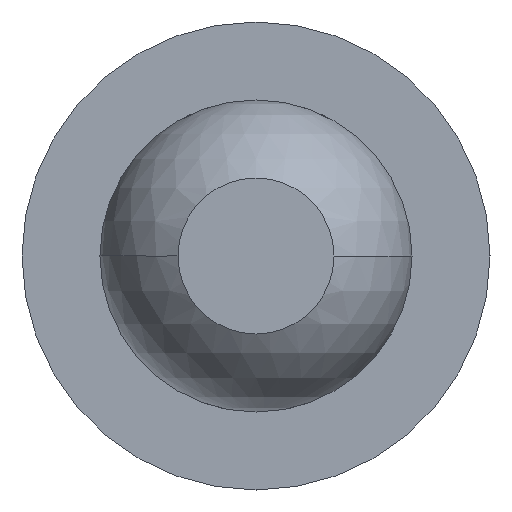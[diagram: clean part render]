
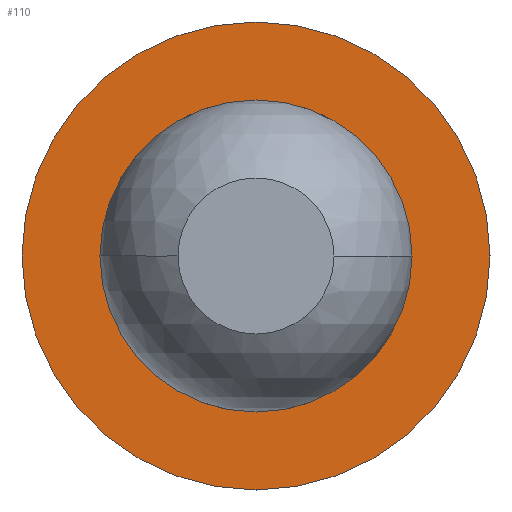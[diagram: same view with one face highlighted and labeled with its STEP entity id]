
A CAD part, front view. The second image highlights one B-rep face of the part: STEP entity #110.
In plain terms, the highlighted planar face has unit normal (0, -1, 0).
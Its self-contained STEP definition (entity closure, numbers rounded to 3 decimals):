
#110 = ADVANCED_FACE ( 'Defeature ausgef�hrt2_6', ( #3752, #653 ), #3718, .F. ) ;
#216 = CIRCLE ( 'NONE', #4242, 0.75 ) ;
#230 = EDGE_LOOP ( 'NONE', ( #4105, #1880 ) ) ;
#267 = CARTESIAN_POINT ( 'NONE',  ( 0.375, 15.5, 0. ) ) ;
#325 = VERTEX_POINT ( 'NONE', #3327 ) ;
#336 = AXIS2_PLACEMENT_3D ( 'NONE', #2768, #4152, #3416 ) ;
#376 = DIRECTION ( 'NONE',  ( 0., 0., 1. ) ) ;
#653 = FACE_BOUND ( 'NONE', #3784, .T. ) ;
#713 = CARTESIAN_POINT ( 'NONE',  ( 0., 15.5, 0. ) ) ;
#739 = CARTESIAN_POINT ( 'NONE',  ( 0., 15.5, -0.375 ) ) ;
#996 = CARTESIAN_POINT ( 'NONE',  ( 0., 15.5, 0.375 ) ) ;
#1041 = EDGE_CURVE ( 'Defeature ausgef�hrt2_6+Defeature ausgef�hrt2_5+Defeature ausgef�hrt2_5+Defeature ausgef�hrt2_5', #2626, #3359, #1579, .T. ) ;
#1089 = CARTESIAN_POINT ( 'NONE',  ( 0., 15.5, 0. ) ) ;
#1090 = CARTESIAN_POINT ( 'NONE',  ( 0., 15.5, 0. ) ) ;
#1399 = DIRECTION ( 'NONE',  ( 0., 1., 0. ) ) ;
#1473 = DIRECTION ( 'NONE',  ( 0., 1., 0. ) ) ;
#1572 = CIRCLE ( 'NONE', #3538, 0.375 ) ;
#1579 = CIRCLE ( 'NONE', #336, 0.375 ) ;
#1880 = ORIENTED_EDGE ( 'NONE', *, *, #2106, .F. ) ;
#1948 = ORIENTED_EDGE ( 'NONE', *, *, #1041, .T. ) ;
#2106 = EDGE_CURVE ( 'Defeature ausgef�hrt2_7+Defeature ausgef�hrt2_6+Defeature ausgef�hrt2_6+Defeature ausgef�hrt2_6', #325, #3698, #2914, .T. ) ;
#2355 = AXIS2_PLACEMENT_3D ( 'NONE', #267, #2669, #2700 ) ;
#2384 = AXIS2_PLACEMENT_3D ( 'NONE', #1089, #3449, #376 ) ;
#2602 = EDGE_CURVE ( 'Defeature ausgef�hrt2_6+Defeature ausgef�hrt2_5+Defeature ausgef�hrt2_5+Defeature ausgef�hrt2_5', #3359, #2626, #1572, .T. ) ;
#2626 = VERTEX_POINT ( 'NONE', #739 ) ;
#2669 = DIRECTION ( 'NONE',  ( 0., 1., 0. ) ) ;
#2700 = DIRECTION ( 'NONE',  ( 0., 0., 1. ) ) ;
#2768 = CARTESIAN_POINT ( 'NONE',  ( 0., 15.5, 0. ) ) ;
#2836 = CARTESIAN_POINT ( 'NONE',  ( 0., 15.5, 0.75 ) ) ;
#2914 = CIRCLE ( 'NONE', #2384, 0.75 ) ;
#3327 = CARTESIAN_POINT ( 'NONE',  ( 0., 15.5, -0.75 ) ) ;
#3359 = VERTEX_POINT ( 'NONE', #996 ) ;
#3385 = ORIENTED_EDGE ( 'NONE', *, *, #2602, .T. ) ;
#3416 = DIRECTION ( 'NONE',  ( 0., 0., 1. ) ) ;
#3449 = DIRECTION ( 'NONE',  ( 0., 1., 0. ) ) ;
#3538 = AXIS2_PLACEMENT_3D ( 'NONE', #713, #1399, #3786 ) ;
#3661 = EDGE_CURVE ( 'Defeature ausgef�hrt2_7+Defeature ausgef�hrt2_6+Defeature ausgef�hrt2_6+Defeature ausgef�hrt2_6', #3698, #325, #216, .T. ) ;
#3698 = VERTEX_POINT ( 'NONE', #2836 ) ;
#3718 = PLANE ( 'NONE',  #2355 ) ;
#3752 = FACE_OUTER_BOUND ( 'NONE', #230, .T. ) ;
#3784 = EDGE_LOOP ( 'NONE', ( #3385, #1948 ) ) ;
#3786 = DIRECTION ( 'NONE',  ( 0., 0., 1. ) ) ;
#3859 = DIRECTION ( 'NONE',  ( 0., 0., 1. ) ) ;
#4105 = ORIENTED_EDGE ( 'NONE', *, *, #3661, .F. ) ;
#4152 = DIRECTION ( 'NONE',  ( 0., 1., 0. ) ) ;
#4242 = AXIS2_PLACEMENT_3D ( 'NONE', #1090, #1473, #3859 ) ;
